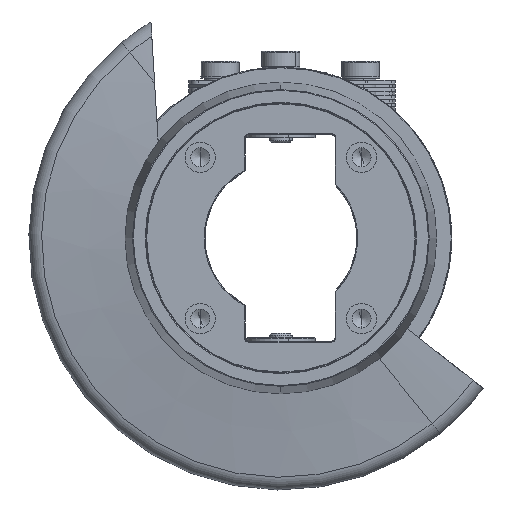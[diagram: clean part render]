
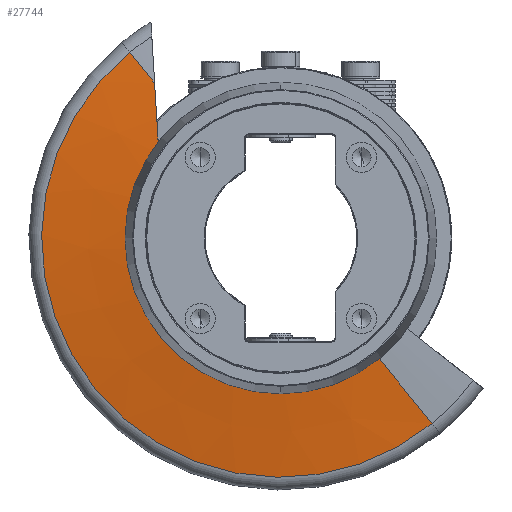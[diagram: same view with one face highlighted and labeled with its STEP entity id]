
A CAD part, front view. The second image highlights one B-rep face of the part: STEP entity #27744.
In plain terms, the highlighted conical face has half-angle 80.74 degrees and reference radius 62.944 mm.
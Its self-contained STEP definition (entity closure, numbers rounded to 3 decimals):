
#25195 = CARTESIAN_POINT ( 'NONE',  ( 0., 0.033, -38.902 ) ) ;
#25207 = DIRECTION ( 'NONE',  ( 0., -1., 0. ) ) ;
#25208 = CARTESIAN_POINT ( 'NONE',  ( 0., 0.033, 0. ) ) ;
#25209 = AXIS2_PLACEMENT_3D ( 'NONE', #25208, #25207, #25272 ) ;
#25210 = CIRCLE ( 'NONE', #25209, 38.902 ) ;
#25238 = CARTESIAN_POINT ( 'NONE',  ( -10.965, 0.033, 37.325 ) ) ;
#25272 = DIRECTION ( 'NONE',  ( 0., 0., -1. ) ) ;
#25551 = CARTESIAN_POINT ( 'NONE',  ( 0., 3.952, -62.944 ) ) ;
#25554 = DIRECTION ( 'NONE',  ( 0., 0.161, -0.987 ) ) ;
#25555 = VECTOR ( 'NONE', #25554, 1000. ) ;
#25556 = CARTESIAN_POINT ( 'NONE',  ( 0., 3.952, -62.944 ) ) ;
#25557 = LINE ( 'NONE', #25556, #25555 ) ;
#25601 = DIRECTION ( 'NONE',  ( 0., 0.161, 0.987 ) ) ;
#25602 = VECTOR ( 'NONE', #25601, 1000. ) ;
#25603 = CARTESIAN_POINT ( 'NONE',  ( 0., 3.952, 62.944 ) ) ;
#25604 = LINE ( 'NONE', #25603, #25602 ) ;
#25607 = CARTESIAN_POINT ( 'NONE',  ( 0., 2.261, 52.569 ) ) ;
#25609 = DIRECTION ( 'NONE',  ( 0., 0., -1. ) ) ;
#25610 = DIRECTION ( 'NONE',  ( 0., -1., 0. ) ) ;
#25611 = AXIS2_PLACEMENT_3D ( 'NONE', #25622, #25610, #25609 ) ;
#25613 = CIRCLE ( 'NONE', #25611, 62.944 ) ;
#25614 = CARTESIAN_POINT ( 'NONE',  ( -10.965, 0.033, 37.325 ) ) ;
#25615 = CARTESIAN_POINT ( 'NONE',  ( -9.134, 0.347, 39.871 ) ) ;
#25617 = CARTESIAN_POINT ( 'NONE',  ( -7.305, 0.698, 42.414 ) ) ;
#25618 = CARTESIAN_POINT ( 'NONE',  ( -3.65, 1.448, 47.494 ) ) ;
#25619 = CARTESIAN_POINT ( 'NONE',  ( -1.825, 1.847, 50.032 ) ) ;
#25620 = CARTESIAN_POINT ( 'NONE',  ( 0., 2.261, 52.569 ) ) ;
#25622 = CARTESIAN_POINT ( 'NONE',  ( 0., 3.952, 0. ) ) ;
#25623 = B_SPLINE_CURVE_WITH_KNOTS ( 'NONE', 3,
 ( #25620, #25619, #25618, #25617, #25615, #25614 ),
 .UNSPECIFIED., .F., .F.,
 ( 4, 2, 4 ),
 ( 0.051, 0.06, 0.07 ),
 .UNSPECIFIED. ) ;
#25629 = CARTESIAN_POINT ( 'NONE',  ( 0., 3.952, 62.944 ) ) ;
#25645 = DIRECTION ( 'NONE',  ( 0., 0., 1. ) ) ;
#25646 = DIRECTION ( 'NONE',  ( 0., 1., 0. ) ) ;
#25647 = CARTESIAN_POINT ( 'NONE',  ( 0., 3.952, 0. ) ) ;
#25648 = AXIS2_PLACEMENT_3D ( 'NONE', #25647, #25646, #25645 ) ;
#25652 = CONICAL_SURFACE ( 'NONE', #25648, 62.944, 1.409 ) ;
#25653 = FACE_OUTER_BOUND ( 'NONE', #27662, .T. ) ;
#27558 = VERTEX_POINT ( 'NONE', #25195 ) ;
#27565 = VERTEX_POINT ( 'NONE', #25238 ) ;
#27568 = EDGE_CURVE ( 'NONE', #27565, #27558, #25210, .T. ) ;
#27662 = EDGE_LOOP ( 'NONE', ( #27713, #27707, #27714, #27725, #27727 ) ) ;
#27678 = EDGE_CURVE ( 'NONE', #27558, #27682, #25557, .T. ) ;
#27682 = VERTEX_POINT ( 'NONE', #25551 ) ;
#27707 = ORIENTED_EDGE ( 'NONE', *, *, #27568, .F. ) ;
#27711 = VERTEX_POINT ( 'NONE', #25629 ) ;
#27713 = ORIENTED_EDGE ( 'NONE', *, *, #27678, .F. ) ;
#27714 = ORIENTED_EDGE ( 'NONE', *, *, #27722, .F. ) ;
#27722 = EDGE_CURVE ( 'NONE', #27729, #27565, #25623, .T. ) ;
#27724 = EDGE_CURVE ( 'NONE', #27711, #27682, #25613, .T. ) ;
#27725 = ORIENTED_EDGE ( 'NONE', *, *, #27732, .T. ) ;
#27727 = ORIENTED_EDGE ( 'NONE', *, *, #27724, .T. ) ;
#27729 = VERTEX_POINT ( 'NONE', #25607 ) ;
#27732 = EDGE_CURVE ( 'NONE', #27729, #27711, #25604, .T. ) ;
#27744 = ADVANCED_FACE ( 'NONE', ( #25653 ), #25652, .T. ) ;
